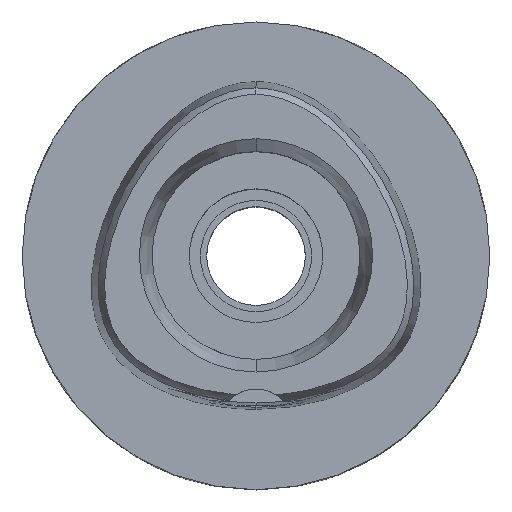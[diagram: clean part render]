
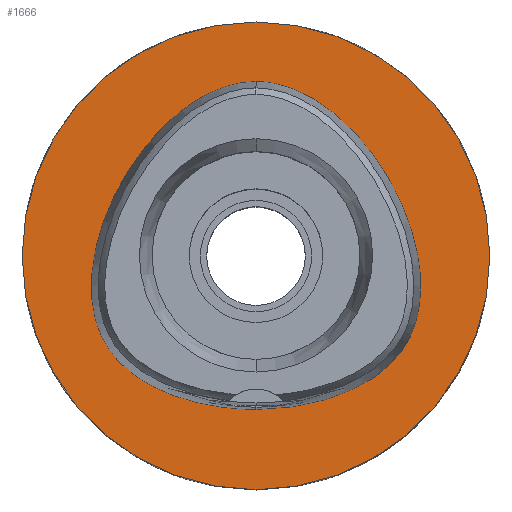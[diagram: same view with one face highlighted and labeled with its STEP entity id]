
A CAD part, top view. The second image highlights one B-rep face of the part: STEP entity #1666.
In plain terms, the highlighted planar face has unit normal (0, 0, 1).
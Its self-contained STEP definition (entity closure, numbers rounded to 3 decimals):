
#19 = CARTESIAN_POINT ( 'NONE',  ( 21.978, -0.281, 0. ) ) ;
#102 = CARTESIAN_POINT ( 'NONE',  ( 22.057, -6.848, 0. ) ) ;
#160 = CARTESIAN_POINT ( 'NONE',  ( -2.565, 23.293, 0. ) ) ;
#183 = CARTESIAN_POINT ( 'NONE',  ( 0., 0., 0. ) ) ;
#352 = VERTEX_POINT ( 'NONE', #2081 ) ;
#413 = CARTESIAN_POINT ( 'NONE',  ( -20.932, -10.604, 0. ) ) ;
#500 = CARTESIAN_POINT ( 'NONE',  ( 16.959, -15.678, 0. ) ) ;
#585 = B_SPLINE_CURVE_WITH_KNOTS ( 'NONE', 3,
 ( #4546, #4048, #160, #5319, #1471, #3207, #4488, #4902, #1050, #3885, #5067, #2943, #5018, #413, #2156, #2555, #4267, #4605, #4656, #5566, #5043, #790, #2101 ),
 .UNSPECIFIED., .F., .F.,
 ( 4, 1, 1, 1, 1, 1, 1, 1, 1, 1, 1, 1, 1, 1, 1, 1, 1, 1, 1, 1, 4 ),
 ( 0., 0.042, 0.083, 0.125, 0.167, 0.25, 0.333, 0.417, 0.5, 0.542, 0.583, 0.625, 0.646, 0.667, 0.688, 0.708, 0.75, 0.792, 0.833, 0.917, 1. ),
 .UNSPECIFIED. ) ;
#668 = ORIENTED_EDGE ( 'NONE', *, *, #3372, .F. ) ;
#693 = DIRECTION ( 'NONE',  ( 0., 0., -1. ) ) ;
#790 = CARTESIAN_POINT ( 'NONE',  ( -2.114, -20.675, 0. ) ) ;
#825 = B_SPLINE_CURVE_WITH_KNOTS ( 'NONE', 3,
 ( #5289, #1842, #879, #4769, #4793, #500, #5232, #4815, #2243, #3090, #1336, #102, #930, #19, #4376, #1362, #1385, #3118, #960, #5176, #906, #4430, #3969 ),
 .UNSPECIFIED., .F., .F.,
 ( 4, 1, 1, 1, 1, 1, 1, 1, 1, 1, 1, 1, 1, 1, 1, 1, 1, 1, 1, 1, 4 ),
 ( 0., 0.083, 0.167, 0.208, 0.25, 0.292, 0.313, 0.333, 0.354, 0.375, 0.417, 0.458, 0.5, 0.583, 0.667, 0.75, 0.833, 0.875, 0.917, 0.958, 1. ),
 .UNSPECIFIED. ) ;
#864 = CARTESIAN_POINT ( 'NONE',  ( 0., 31.5, 0. ) ) ;
#879 = CARTESIAN_POINT ( 'NONE',  ( 6.341, -20.298, 0. ) ) ;
#906 = CARTESIAN_POINT ( 'NONE',  ( 2.565, 23.293, 0. ) ) ;
#923 = CARTESIAN_POINT ( 'NONE',  ( 0., -31.5, 0. ) ) ;
#930 = CARTESIAN_POINT ( 'NONE',  ( 22.245, -4.1, 0. ) ) ;
#960 = CARTESIAN_POINT ( 'NONE',  ( 7.571, 21.315, 0. ) ) ;
#1050 = CARTESIAN_POINT ( 'NONE',  ( -20.749, 4.657, 0. ) ) ;
#1056 = AXIS2_PLACEMENT_3D ( 'NONE', #2885, #693, #4148 ) ;
#1066 = ORIENTED_EDGE ( 'NONE', *, *, #5269, .F. ) ;
#1104 = DIRECTION ( 'NONE',  ( 0., 0., -1. ) ) ;
#1132 = DIRECTION ( 'NONE',  ( 0., 1., 0. ) ) ;
#1336 = CARTESIAN_POINT ( 'NONE',  ( 21.555, -8.996, 0. ) ) ;
#1362 = CARTESIAN_POINT ( 'NONE',  ( 18.068, 10.432, 0. ) ) ;
#1385 = CARTESIAN_POINT ( 'NONE',  ( 14.408, 15.641, 0. ) ) ;
#1471 = CARTESIAN_POINT ( 'NONE',  ( -7.571, 21.315, 0. ) ) ;
#1666 = ADVANCED_FACE ( 'NONE', ( #2073, #3798 ), #3475, .F. ) ;
#1742 = VERTEX_POINT ( 'NONE', #923 ) ;
#1772 = DIRECTION ( 'NONE',  ( 0., 0., -1. ) ) ;
#1842 = CARTESIAN_POINT ( 'NONE',  ( 2.114, -20.675, 0. ) ) ;
#2073 = FACE_OUTER_BOUND ( 'NONE', #4236, .T. ) ;
#2081 = CARTESIAN_POINT ( 'NONE',  ( 0., -20.675, 0. ) ) ;
#2101 = CARTESIAN_POINT ( 'NONE',  ( 0., -20.675, 0. ) ) ;
#2156 = CARTESIAN_POINT ( 'NONE',  ( -20.35, -11.749, 0. ) ) ;
#2180 = CARTESIAN_POINT ( 'NONE',  ( 0., 0., 0. ) ) ;
#2243 = CARTESIAN_POINT ( 'NONE',  ( 20.35, -11.749, 0. ) ) ;
#2380 = EDGE_CURVE ( 'NONE', #5008, #352, #585, .T. ) ;
#2539 = AXIS2_PLACEMENT_3D ( 'NONE', #2180, #1772, #3932 ) ;
#2555 = CARTESIAN_POINT ( 'NONE',  ( -19.649, -12.825, 0. ) ) ;
#2595 = CIRCLE ( 'NONE', #4128, 31.5 ) ;
#2885 = CARTESIAN_POINT ( 'NONE',  ( 0., 0., 0. ) ) ;
#2943 = CARTESIAN_POINT ( 'NONE',  ( -22.057, -6.848, 0. ) ) ;
#2978 = ORIENTED_EDGE ( 'NONE', *, *, #2380, .F. ) ;
#3090 = CARTESIAN_POINT ( 'NONE',  ( 20.932, -10.604, 0. ) ) ;
#3118 = CARTESIAN_POINT ( 'NONE',  ( 10.746, 19.174, 0. ) ) ;
#3119 = VERTEX_POINT ( 'NONE', #864 ) ;
#3207 = CARTESIAN_POINT ( 'NONE',  ( -10.746, 19.174, 0. ) ) ;
#3372 = EDGE_CURVE ( 'NONE', #1742, #3119, #4390, .T. ) ;
#3475 = PLANE ( 'NONE',  #2539 ) ;
#3798 = FACE_BOUND ( 'NONE', #4138, .T. ) ;
#3885 = CARTESIAN_POINT ( 'NONE',  ( -21.978, -0.281, 0. ) ) ;
#3932 = DIRECTION ( 'NONE',  ( 0., -1., 0. ) ) ;
#3968 = EDGE_CURVE ( 'NONE', #352, #5008, #825, .T. ) ;
#3969 = CARTESIAN_POINT ( 'NONE',  ( 0., 23.475, 0. ) ) ;
#3984 = ORIENTED_EDGE ( 'NONE', *, *, #3968, .F. ) ;
#4048 = CARTESIAN_POINT ( 'NONE',  ( -0.855, 23.475, 0. ) ) ;
#4128 = AXIS2_PLACEMENT_3D ( 'NONE', #183, #1104, #1132 ) ;
#4138 = EDGE_LOOP ( 'NONE', ( #2978, #3984 ) ) ;
#4148 = DIRECTION ( 'NONE',  ( 0., -1., 0. ) ) ;
#4236 = EDGE_LOOP ( 'NONE', ( #1066, #668 ) ) ;
#4267 = CARTESIAN_POINT ( 'NONE',  ( -18.568, -14.169, 0. ) ) ;
#4376 = CARTESIAN_POINT ( 'NONE',  ( 20.749, 4.657, 0. ) ) ;
#4390 = CIRCLE ( 'NONE', #1056, 31.5 ) ;
#4430 = CARTESIAN_POINT ( 'NONE',  ( 0.855, 23.475, 0. ) ) ;
#4488 = CARTESIAN_POINT ( 'NONE',  ( -14.408, 15.641, 0. ) ) ;
#4545 = CARTESIAN_POINT ( 'NONE',  ( 0., 23.475, 0. ) ) ;
#4546 = CARTESIAN_POINT ( 'NONE',  ( 0., 23.475, 0. ) ) ;
#4605 = CARTESIAN_POINT ( 'NONE',  ( -16.959, -15.678, 0. ) ) ;
#4656 = CARTESIAN_POINT ( 'NONE',  ( -14.673, -17.214, 0. ) ) ;
#4769 = CARTESIAN_POINT ( 'NONE',  ( 11.233, -18.893, 0. ) ) ;
#4793 = CARTESIAN_POINT ( 'NONE',  ( 14.673, -17.214, 0. ) ) ;
#4815 = CARTESIAN_POINT ( 'NONE',  ( 19.649, -12.825, 0. ) ) ;
#4902 = CARTESIAN_POINT ( 'NONE',  ( -18.068, 10.432, 0. ) ) ;
#5008 = VERTEX_POINT ( 'NONE', #4545 ) ;
#5018 = CARTESIAN_POINT ( 'NONE',  ( -21.555, -8.996, 0. ) ) ;
#5043 = CARTESIAN_POINT ( 'NONE',  ( -6.341, -20.298, 0. ) ) ;
#5067 = CARTESIAN_POINT ( 'NONE',  ( -22.245, -4.1, 0. ) ) ;
#5176 = CARTESIAN_POINT ( 'NONE',  ( 5.098, 22.526, 0. ) ) ;
#5232 = CARTESIAN_POINT ( 'NONE',  ( 18.568, -14.169, 0. ) ) ;
#5269 = EDGE_CURVE ( 'NONE', #3119, #1742, #2595, .T. ) ;
#5289 = CARTESIAN_POINT ( 'NONE',  ( 0., -20.675, 0. ) ) ;
#5319 = CARTESIAN_POINT ( 'NONE',  ( -5.098, 22.526, 0. ) ) ;
#5566 = CARTESIAN_POINT ( 'NONE',  ( -11.233, -18.893, 0. ) ) ;
